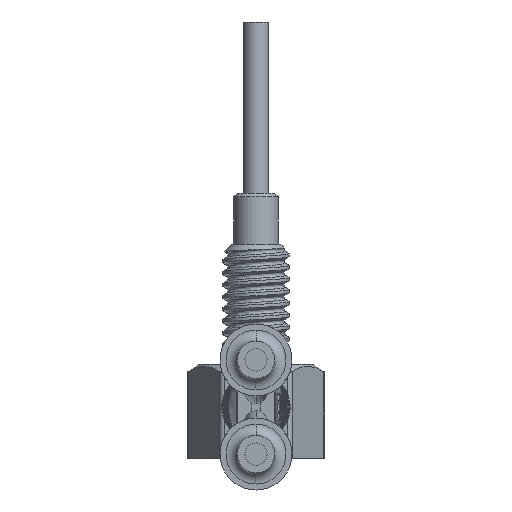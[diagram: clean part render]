
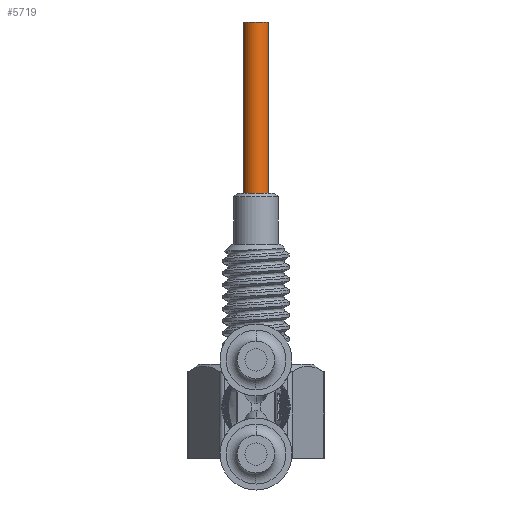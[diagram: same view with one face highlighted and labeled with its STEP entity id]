
A CAD part, front view. The second image highlights one B-rep face of the part: STEP entity #5719.
In plain terms, the highlighted cylindrical face has radius 0.75 mm (diameter 1.5 mm), a partial arc.
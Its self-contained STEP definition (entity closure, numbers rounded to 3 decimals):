
#5607=CARTESIAN_POINT('',(0.,0.,-7.5));
#5608=DIRECTION('',(0.,0.,1.));
#5609=DIRECTION('',(-1.,0.,0.));
#5610=AXIS2_PLACEMENT_3D('',#5607,#5608,#5609);
#5622=DIRECTION('',(0.,0.,1.));
#5623=VECTOR('',#5622,15.);
#5624=CARTESIAN_POINT('',(0.75,0.,-7.5));
#5625=LINE('',#5624,#5623);
#5626=DIRECTION('',(0.,0.,1.));
#5627=VECTOR('',#5626,15.);
#5628=CARTESIAN_POINT('',(-0.75,0.,-7.5));
#5629=LINE('',#5628,#5627);
#5635=CARTESIAN_POINT('',(0.,0.,7.5));
#5636=DIRECTION('',(0.,0.,1.));
#5637=DIRECTION('',(-1.,0.,0.));
#5638=AXIS2_PLACEMENT_3D('',#5635,#5636,#5637);
#5658=CARTESIAN_POINT('',(-0.75,0.,-7.5));
#5659=CARTESIAN_POINT('',(0.75,0.,-7.5));
#5660=VERTEX_POINT('',#5658);
#5661=VERTEX_POINT('',#5659);
#5666=CARTESIAN_POINT('',(-0.75,0.,7.5));
#5667=CARTESIAN_POINT('',(0.75,0.,7.5));
#5668=VERTEX_POINT('',#5666);
#5669=VERTEX_POINT('',#5667);
#5707=CARTESIAN_POINT('',(0.,0.,-7.5));
#5708=DIRECTION('',(0.,0.,1.));
#5709=DIRECTION('',(1.,0.,0.));
#5710=AXIS2_PLACEMENT_3D('',#5707,#5708,#5709);
#5711=CYLINDRICAL_SURFACE('',#5710,0.75);
#5712=ORIENTED_EDGE('',*,*,#5681,.F.);
#5713=ORIENTED_EDGE('',*,*,#5702,.T.);
#5715=ORIENTED_EDGE('',*,*,#5714,.T.);
#5716=ORIENTED_EDGE('',*,*,#5698,.F.);
#5717=EDGE_LOOP('',(#5712,#5713,#5715,#5716));
#5718=FACE_OUTER_BOUND('',#5717,.F.);
#5611=CIRCLE('',#5610,0.75);
#5639=CIRCLE('',#5638,0.75);
#5681=EDGE_CURVE('',#5660,#5661,#5611,.T.);
#5698=EDGE_CURVE('',#5661,#5669,#5625,.T.);
#5702=EDGE_CURVE('',#5660,#5668,#5629,.T.);
#5714=EDGE_CURVE('',#5668,#5669,#5639,.T.);
#5719=ADVANCED_FACE('',(#5718),#5711,.T.);
